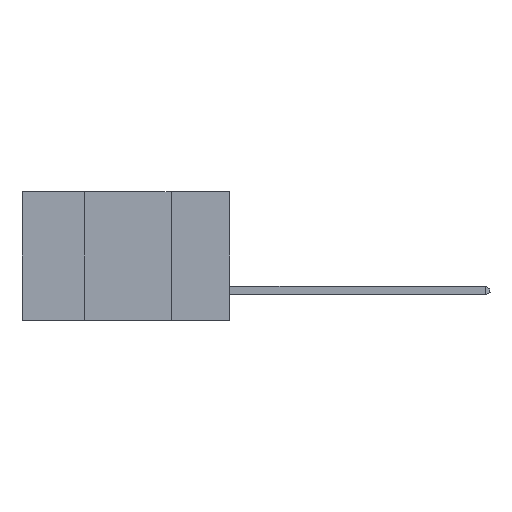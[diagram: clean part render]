
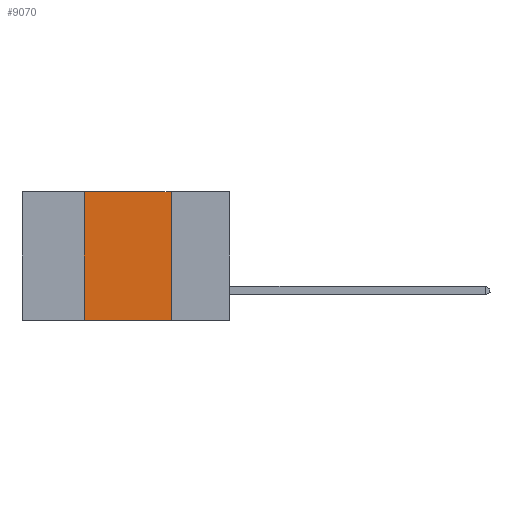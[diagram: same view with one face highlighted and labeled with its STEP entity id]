
A CAD part, left-side view. The second image highlights one B-rep face of the part: STEP entity #9070.
In plain terms, the highlighted planar face has unit normal (-1, 0, 0).
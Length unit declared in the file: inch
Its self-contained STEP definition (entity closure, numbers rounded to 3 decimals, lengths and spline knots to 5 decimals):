
#2 = CARTESIAN_POINT ( 'NONE',  ( 0., 0.42, -0.37 ) ) ;
#87 = CARTESIAN_POINT ( 'NONE',  ( 0., 0.17, 0. ) ) ;
#780 = EDGE_CURVE ( 'NONE', #2906, #1141, #8026, .T. ) ;
#855 = PLANE ( 'NONE',  #6846 ) ;
#1141 = VERTEX_POINT ( 'NONE', #7560 ) ;
#1482 = LINE ( 'NONE', #7197, #12076 ) ;
#2415 = ORIENTED_EDGE ( 'NONE', *, *, #9178, .F. ) ;
#2754 = DIRECTION ( 'NONE',  ( 0., 0., -1. ) ) ;
#2906 = VERTEX_POINT ( 'NONE', #87 ) ;
#3362 = LINE ( 'NONE', #6454, #8038 ) ;
#3622 = LINE ( 'NONE', #7596, #9112 ) ;
#3823 = DIRECTION ( 'NONE',  ( 1., 0., 0. ) ) ;
#4565 = EDGE_LOOP ( 'NONE', ( #5849, #7934, #2415, #8272 ) ) ;
#5272 = VECTOR ( 'NONE', #7984, 39.37008 ) ;
#5706 = EDGE_CURVE ( 'NONE', #13181, #1141, #3362, .T. ) ;
#5756 = CARTESIAN_POINT ( 'NONE',  ( 0., 0.42, 0. ) ) ;
#5849 = ORIENTED_EDGE ( 'NONE', *, *, #780, .F. ) ;
#6454 = CARTESIAN_POINT ( 'NONE',  ( 0., 0.6, -0.37 ) ) ;
#6846 = AXIS2_PLACEMENT_3D ( 'NONE', #7884, #3823, #2754 ) ;
#7197 = CARTESIAN_POINT ( 'NONE',  ( 0., 0.42, 0. ) ) ;
#7280 = FACE_OUTER_BOUND ( 'NONE', #4565, .T. ) ;
#7560 = CARTESIAN_POINT ( 'NONE',  ( 0., 0.17, -0.37 ) ) ;
#7596 = CARTESIAN_POINT ( 'NONE',  ( 0., 0.6, 0. ) ) ;
#7884 = CARTESIAN_POINT ( 'NONE',  ( 0., 0.6, 0. ) ) ;
#7934 = ORIENTED_EDGE ( 'NONE', *, *, #13117, .F. ) ;
#7984 = DIRECTION ( 'NONE',  ( 0., 0., -1. ) ) ;
#8026 = LINE ( 'NONE', #12983, #5272 ) ;
#8038 = VECTOR ( 'NONE', #9562, 39.37008 ) ;
#8272 = ORIENTED_EDGE ( 'NONE', *, *, #5706, .T. ) ;
#8969 = DIRECTION ( 'NONE',  ( 0., -1., 0. ) ) ;
#9036 = VERTEX_POINT ( 'NONE', #5756 ) ;
#9070 = ADVANCED_FACE ( 'NONE', ( #7280 ), #855, .F. ) ;
#9112 = VECTOR ( 'NONE', #8969, 39.37008 ) ;
#9178 = EDGE_CURVE ( 'NONE', #13181, #9036, #1482, .T. ) ;
#9562 = DIRECTION ( 'NONE',  ( 0., -1., 0. ) ) ;
#12076 = VECTOR ( 'NONE', #12192, 39.37008 ) ;
#12192 = DIRECTION ( 'NONE',  ( 0., 0., 1. ) ) ;
#12983 = CARTESIAN_POINT ( 'NONE',  ( 0., 0.17, 0. ) ) ;
#13117 = EDGE_CURVE ( 'NONE', #9036, #2906, #3622, .T. ) ;
#13181 = VERTEX_POINT ( 'NONE', #2 ) ;
